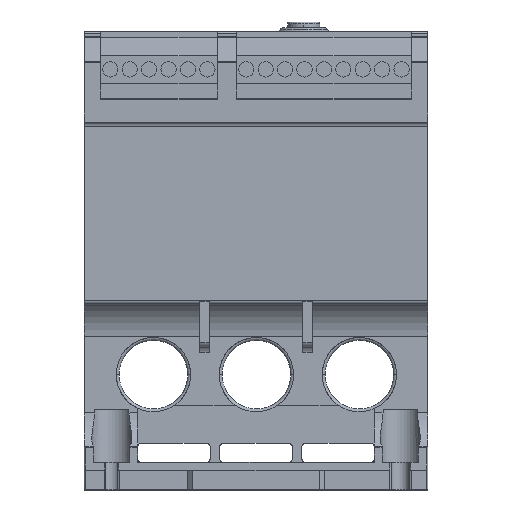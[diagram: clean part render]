
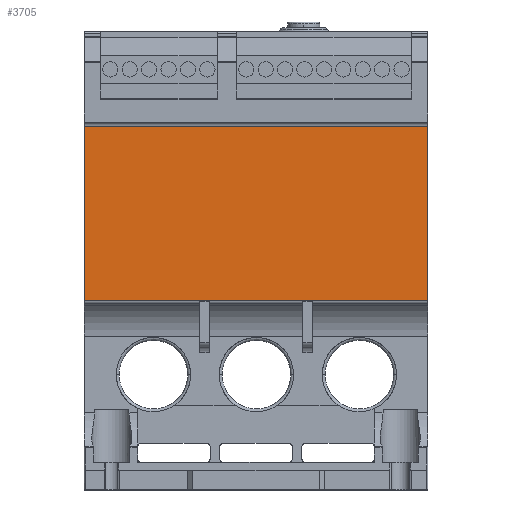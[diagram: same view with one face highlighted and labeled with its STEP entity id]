
A CAD part, front view. The second image highlights one B-rep face of the part: STEP entity #3705.
In plain terms, the highlighted planar face has unit normal (0, -1, 0).
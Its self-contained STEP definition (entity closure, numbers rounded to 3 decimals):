
#3705=ADVANCED_FACE('',(#5983),#5984,.T.);
#5983=FACE_OUTER_BOUND('',#7321,.T.);
#5984=PLANE('',#7322);
#7321=EDGE_LOOP('',(#12051,#12052,#12053,#12054));
#7322=AXIS2_PLACEMENT_3D('',#12055,#12056,#12057);
#12051=ORIENTED_EDGE('',*,*,#13544,.T.);
#12052=ORIENTED_EDGE('',*,*,#13766,.F.);
#12053=ORIENTED_EDGE('',*,*,#13470,.F.);
#12054=ORIENTED_EDGE('',*,*,#13765,.T.);
#12055=CARTESIAN_POINT('',(45.0,1.3,94.9));
#12056=DIRECTION('',(0.0,-1.0,0.0));
#12057=DIRECTION('',(0.,0.0,1.0));
#13470=EDGE_CURVE('',#15935,#15937,#15938,.T.);
#13544=EDGE_CURVE('',#16048,#16046,#16049,.T.);
#13765=EDGE_CURVE('',#15935,#16048,#16382,.T.);
#13766=EDGE_CURVE('',#15937,#16046,#16383,.T.);
#15935=VERTEX_POINT('',#20052);
#15937=VERTEX_POINT('',#20054);
#15938=LINE('',#20055,#20056);
#16046=VERTEX_POINT('',#20263);
#16048=VERTEX_POINT('',#20265);
#16049=LINE('',#20266,#20267);
#16382=LINE('',#20791,#20792);
#16383=LINE('',#20793,#20794);
#20052=CARTESIAN_POINT('',(45.0,1.3,94.9));
#20054=CARTESIAN_POINT('',(45.0,1.3,49.352));
#20055=CARTESIAN_POINT('',(45.0,1.3,94.9));
#20056=VECTOR('',#22717,1.0);
#20263=CARTESIAN_POINT('',(-45.0,1.3,49.352));
#20265=CARTESIAN_POINT('',(-45.0,1.3,94.9));
#20266=CARTESIAN_POINT('',(-45.0,1.3,94.9));
#20267=VECTOR('',#22836,1.0);
#20791=CARTESIAN_POINT('',(45.0,1.3,94.9));
#20792=VECTOR('',#23196,1.0);
#20793=CARTESIAN_POINT('',(45.0,1.3,49.352));
#20794=VECTOR('',#23197,1.0);
#22717=DIRECTION('',(0.,0.0,-1.0));
#22836=DIRECTION('',(0.,0.0,-1.0));
#23196=DIRECTION('',(-1.0,0.0,0.));
#23197=DIRECTION('',(-1.0,0.0,0.));
